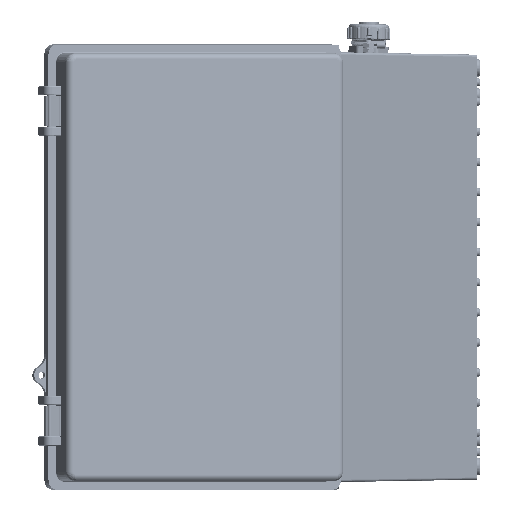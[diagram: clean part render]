
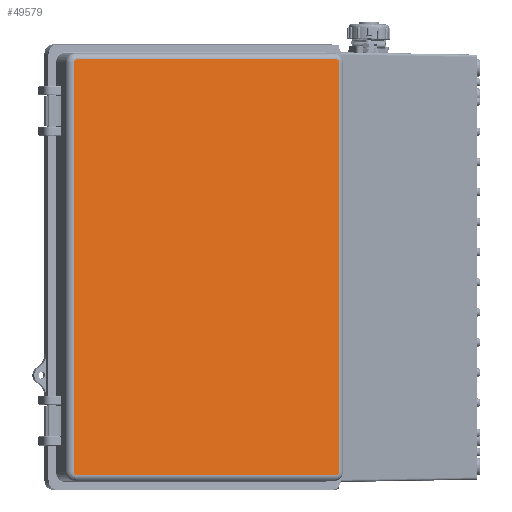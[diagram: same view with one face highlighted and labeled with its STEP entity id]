
A CAD part, left-side view. The second image highlights one B-rep face of the part: STEP entity #49579.
In plain terms, the highlighted face is planar.
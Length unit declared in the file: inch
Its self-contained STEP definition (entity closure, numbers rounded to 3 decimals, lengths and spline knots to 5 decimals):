
#332 = EDGE_CURVE ( 'NONE', #87030, #40746, #49891, .T. ) ;
#1062 = AXIS2_PLACEMENT_3D ( 'NONE', #7955, #8492, #24399 ) ;
#2505 = VERTEX_POINT ( 'NONE', #30784 ) ;
#2639 = AXIS2_PLACEMENT_3D ( 'NONE', #91415, #14229, #81072 ) ;
#4568 = ORIENTED_EDGE ( 'NONE', *, *, #332, .T. ) ;
#5118 = CARTESIAN_POINT ( 'NONE',  ( -4.71121, 1.21, -6.79213 ) ) ;
#6109 = CARTESIAN_POINT ( 'NONE',  ( 4.8112, 1.21, -6.69214 ) ) ;
#7955 = CARTESIAN_POINT ( 'NONE',  ( -4.71121, 1.21, -6.69214 ) ) ;
#8492 = DIRECTION ( 'NONE',  ( 0., 1., 0. ) ) ;
#9534 = AXIS2_PLACEMENT_3D ( 'NONE', #72274, #79942, #56367 ) ;
#14229 = DIRECTION ( 'NONE',  ( 0., 1., 0. ) ) ;
#20344 = ORIENTED_EDGE ( 'NONE', *, *, #49702, .T. ) ;
#20991 = DIRECTION ( 'NONE',  ( -1., 0., 0. ) ) ;
#24399 = DIRECTION ( 'NONE',  ( 0., 0., 1. ) ) ;
#28394 = EDGE_LOOP ( 'NONE', ( #84428, #4568, #98233, #62384, #70367, #78454, #64937, #20344 ) ) ;
#29067 = VERTEX_POINT ( 'NONE', #95349 ) ;
#30233 = DIRECTION ( 'NONE',  ( 0., 0., -1. ) ) ;
#30446 = VERTEX_POINT ( 'NONE', #56463 ) ;
#30784 = CARTESIAN_POINT ( 'NONE',  ( 4.71121, 1.21, -6.79213 ) ) ;
#37952 = LINE ( 'NONE', #46744, #106139 ) ;
#38947 = VECTOR ( 'NONE', #103749, 39.37008 ) ;
#40077 = LINE ( 'NONE', #6109, #53648 ) ;
#40746 = VERTEX_POINT ( 'NONE', #70601 ) ;
#40790 = VERTEX_POINT ( 'NONE', #70065 ) ;
#42173 = CARTESIAN_POINT ( 'NONE',  ( -4.8112, 1.21, 6.69214 ) ) ;
#46744 = CARTESIAN_POINT ( 'NONE',  ( -4.8112, 1.21, 6.69214 ) ) ;
#49579 = ADVANCED_FACE ( 'NONE', ( #90689 ), #107642, .T. ) ;
#49702 = EDGE_CURVE ( 'NONE', #29067, #40790, #57078, .T. ) ;
#49889 = EDGE_CURVE ( 'NONE', #99788, #30446, #40077, .T. ) ;
#49891 = CIRCLE ( 'NONE', #2639, 0.09999 ) ;
#50719 = CARTESIAN_POINT ( 'NONE',  ( -4.71121, 1.21, -6.69214 ) ) ;
#51341 = EDGE_CURVE ( 'NONE', #40790, #87030, #37952, .T. ) ;
#51790 = LINE ( 'NONE', #79132, #38947 ) ;
#53648 = VECTOR ( 'NONE', #30233, 39.37008 ) ;
#54637 = VERTEX_POINT ( 'NONE', #106010 ) ;
#55513 = LINE ( 'NONE', #5118, #84685 ) ;
#56367 = DIRECTION ( 'NONE',  ( 0., 0., 1. ) ) ;
#56463 = CARTESIAN_POINT ( 'NONE',  ( 4.8112, 1.21, -6.69214 ) ) ;
#57078 = CIRCLE ( 'NONE', #71091, 0.09999 ) ;
#57651 = DIRECTION ( 'NONE',  ( 0., 1., 0. ) ) ;
#59537 = EDGE_CURVE ( 'NONE', #54637, #99788, #104006, .T. ) ;
#60284 = CARTESIAN_POINT ( 'NONE',  ( 4.8112, 1.21, 6.69214 ) ) ;
#62384 = ORIENTED_EDGE ( 'NONE', *, *, #59537, .T. ) ;
#62807 = DIRECTION ( 'NONE',  ( 0., 0., 1. ) ) ;
#64937 = ORIENTED_EDGE ( 'NONE', *, *, #74913, .T. ) ;
#68772 = DIRECTION ( 'NONE',  ( 0., 1., 0. ) ) ;
#70065 = CARTESIAN_POINT ( 'NONE',  ( -4.8112, 1.21, -6.69214 ) ) ;
#70299 = DIRECTION ( 'NONE',  ( 0., 0., 1. ) ) ;
#70367 = ORIENTED_EDGE ( 'NONE', *, *, #49889, .T. ) ;
#70601 = CARTESIAN_POINT ( 'NONE',  ( -4.71121, 1.21, 6.79213 ) ) ;
#71091 = AXIS2_PLACEMENT_3D ( 'NONE', #50719, #68772, #102676 ) ;
#72274 = CARTESIAN_POINT ( 'NONE',  ( 4.71121, 1.21, 6.69214 ) ) ;
#74913 = EDGE_CURVE ( 'NONE', #2505, #29067, #55513, .T. ) ;
#78454 = ORIENTED_EDGE ( 'NONE', *, *, #95735, .T. ) ;
#79132 = CARTESIAN_POINT ( 'NONE',  ( 4.71121, 1.21, 6.79213 ) ) ;
#79942 = DIRECTION ( 'NONE',  ( 0., 1., 0. ) ) ;
#81072 = DIRECTION ( 'NONE',  ( 0., 0., 1. ) ) ;
#83833 = EDGE_CURVE ( 'NONE', #40746, #54637, #51790, .T. ) ;
#84428 = ORIENTED_EDGE ( 'NONE', *, *, #51341, .T. ) ;
#84685 = VECTOR ( 'NONE', #20991, 39.37008 ) ;
#87030 = VERTEX_POINT ( 'NONE', #42173 ) ;
#89330 = CIRCLE ( 'NONE', #96293, 0.09999 ) ;
#90689 = FACE_OUTER_BOUND ( 'NONE', #28394, .T. ) ;
#91415 = CARTESIAN_POINT ( 'NONE',  ( -4.71121, 1.21, 6.69214 ) ) ;
#95349 = CARTESIAN_POINT ( 'NONE',  ( -4.71121, 1.21, -6.79213 ) ) ;
#95735 = EDGE_CURVE ( 'NONE', #30446, #2505, #89330, .T. ) ;
#96182 = CARTESIAN_POINT ( 'NONE',  ( 4.71121, 1.21, -6.69214 ) ) ;
#96293 = AXIS2_PLACEMENT_3D ( 'NONE', #96182, #57651, #62807 ) ;
#98233 = ORIENTED_EDGE ( 'NONE', *, *, #83833, .T. ) ;
#99788 = VERTEX_POINT ( 'NONE', #60284 ) ;
#102676 = DIRECTION ( 'NONE',  ( 0., 0., 1. ) ) ;
#103749 = DIRECTION ( 'NONE',  ( 1., 0., 0. ) ) ;
#104006 = CIRCLE ( 'NONE', #9534, 0.09999 ) ;
#106010 = CARTESIAN_POINT ( 'NONE',  ( 4.71121, 1.21, 6.79213 ) ) ;
#106139 = VECTOR ( 'NONE', #70299, 39.37008 ) ;
#107642 = PLANE ( 'NONE',  #1062 ) ;
